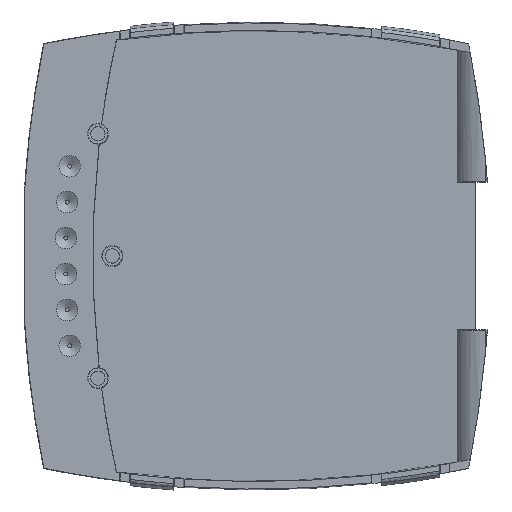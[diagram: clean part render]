
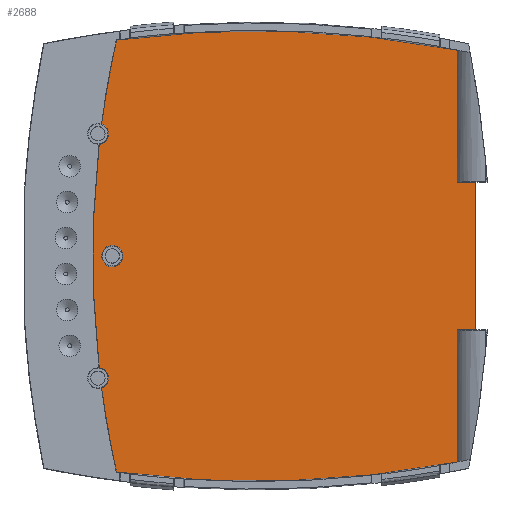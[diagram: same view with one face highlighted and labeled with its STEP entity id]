
A CAD part, top view. The second image highlights one B-rep face of the part: STEP entity #2688.
In plain terms, the highlighted planar face has unit normal (0, 0, 1).
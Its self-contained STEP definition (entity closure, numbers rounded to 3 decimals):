
#133=PLANE('',#5245);
#212=CIRCLE('',#4989,146.825);
#275=CIRCLE('',#5115,146.825);
#319=CIRCLE('',#5246,138.702);
#320=CIRCLE('',#5247,1.479);
#321=CIRCLE('',#5248,138.702);
#322=CIRCLE('',#5249,1.479);
#323=CIRCLE('',#5250,138.702);
#324=CIRCLE('',#5251,1.479);
#486=VECTOR('',#3363,1.);
#491=VECTOR('',#3379,1.);
#492=VECTOR('',#3380,1.);
#493=VECTOR('',#3381,1.);
#494=VECTOR('',#3382,1.);
#603=LINE('',#4794,#486);
#608=LINE('',#4809,#491);
#609=LINE('',#4811,#492);
#610=LINE('',#4812,#493);
#611=LINE('',#4814,#494);
#665=VERTEX_POINT('',#3737);
#666=VERTEX_POINT('',#3739);
#775=VERTEX_POINT('',#4218);
#776=VERTEX_POINT('',#4220);
#863=VERTEX_POINT('',#4793);
#864=VERTEX_POINT('',#4795);
#866=VERTEX_POINT('',#4810);
#867=VERTEX_POINT('',#4813);
#868=VERTEX_POINT('',#4816);
#869=VERTEX_POINT('',#4818);
#870=VERTEX_POINT('',#4820);
#871=VERTEX_POINT('',#4822);
#872=VERTEX_POINT('',#4825);
#1013=EDGE_CURVE('',#666,#665,#212,.T.);
#1164=EDGE_CURVE('',#776,#775,#275,.T.);
#1320=EDGE_CURVE('',#864,#863,#603,.T.);
#1326=EDGE_CURVE('',#775,#866,#608,.T.);
#1327=EDGE_CURVE('',#866,#864,#609,.T.);
#1328=EDGE_CURVE('',#863,#867,#610,.T.);
#1329=EDGE_CURVE('',#867,#666,#611,.T.);
#1330=EDGE_CURVE('',#665,#868,#319,.T.);
#1331=EDGE_CURVE('',#868,#869,#320,.T.);
#1332=EDGE_CURVE('',#869,#870,#321,.T.);
#1333=EDGE_CURVE('',#870,#871,#322,.T.);
#1334=EDGE_CURVE('',#871,#776,#323,.T.);
#1335=EDGE_CURVE('',#872,#872,#324,.T.);
#2062=ORIENTED_EDGE('',*,*,#1164,.T.);
#2063=ORIENTED_EDGE('',*,*,#1326,.T.);
#2064=ORIENTED_EDGE('',*,*,#1327,.T.);
#2065=ORIENTED_EDGE('',*,*,#1320,.T.);
#2066=ORIENTED_EDGE('',*,*,#1328,.T.);
#2067=ORIENTED_EDGE('',*,*,#1329,.T.);
#2068=ORIENTED_EDGE('',*,*,#1013,.T.);
#2069=ORIENTED_EDGE('',*,*,#1330,.T.);
#2070=ORIENTED_EDGE('',*,*,#1331,.T.);
#2071=ORIENTED_EDGE('',*,*,#1332,.T.);
#2072=ORIENTED_EDGE('',*,*,#1333,.T.);
#2073=ORIENTED_EDGE('',*,*,#1334,.T.);
#2074=ORIENTED_EDGE('',*,*,#1335,.T.);
#2324=EDGE_LOOP('',(#2062,#2063,#2064,#2065,#2066,#2067,#2068,#2069,#2070,
#2071,#2072,#2073));
#2325=EDGE_LOOP('',(#2074));
#2509=FACE_BOUND('',#2324,.T.);
#2510=FACE_BOUND('',#2325,.T.);
#2688=ADVANCED_FACE('',(#2509,#2510),#133,.T.);
#2842=DIRECTION('',(0.,0.,1.));
#2843=DIRECTION('',(146.825,0.,0.));
#3096=DIRECTION('',(0.,0.,1.));
#3097=DIRECTION('',(146.825,0.,0.));
#3363=DIRECTION('',(0.,1.,0.));
#3378=DIRECTION('',(0.,0.,1.));
#3379=DIRECTION('',(0.,1.,0.));
#3380=DIRECTION('',(1.,0.,0.));
#3381=DIRECTION('',(-1.,0.,0.));
#3382=DIRECTION('',(0.,1.,0.));
#3383=DIRECTION('',(0.,0.,1.));
#3384=DIRECTION('',(138.702,0.,0.));
#3385=DIRECTION('',(0.,0.,-1.));
#3386=DIRECTION('',(1.479,0.,0.));
#3387=DIRECTION('',(0.,0.,1.));
#3388=DIRECTION('',(138.702,0.,0.));
#3389=DIRECTION('',(0.,0.,-1.));
#3390=DIRECTION('',(1.479,0.,0.));
#3391=DIRECTION('',(0.,0.,1.));
#3392=DIRECTION('',(138.702,0.,0.));
#3393=DIRECTION('',(0.,0.,-1.));
#3394=DIRECTION('',(1.479,0.,0.));
#3737=CARTESIAN_POINT('',(-19.409,30.037,0.));
#3738=CARTESIAN_POINT('',(0.,-115.5,0.));
#3739=CARTESIAN_POINT('',(27.974,28.635,0.));
#4218=CARTESIAN_POINT('',(27.974,-28.635,0.));
#4219=CARTESIAN_POINT('',(0.,115.5,0.));
#4220=CARTESIAN_POINT('',(-19.409,-30.037,0.));
#4793=CARTESIAN_POINT('',(30.514,10.255,0.));
#4794=CARTESIAN_POINT('',(30.514,97.575,0.));
#4795=CARTESIAN_POINT('',(30.514,-10.255,0.));
#4808=CARTESIAN_POINT('',(116.028,0.,0.));
#4809=CARTESIAN_POINT('',(27.974,1.,0.));
#4810=CARTESIAN_POINT('',(27.974,-10.255,0.));
#4811=CARTESIAN_POINT('',(77.579,-10.255,0.));
#4812=CARTESIAN_POINT('',(72.214,10.255,0.));
#4813=CARTESIAN_POINT('',(27.974,10.255,0.));
#4814=CARTESIAN_POINT('',(27.974,-1.,0.));
#4815=CARTESIAN_POINT('',(116.002,0.,0.));
#4816=CARTESIAN_POINT('',(-21.476,18.383,0.));
#4817=CARTESIAN_POINT('',(-22.,17.,0.));
#4818=CARTESIAN_POINT('',(-21.828,15.531,0.));
#4819=CARTESIAN_POINT('',(116.002,0.,0.));
#4820=CARTESIAN_POINT('',(-21.828,-15.531,0.));
#4821=CARTESIAN_POINT('',(-22.,-17.,0.));
#4822=CARTESIAN_POINT('',(-21.476,-18.383,0.));
#4823=CARTESIAN_POINT('',(116.002,0.,0.));
#4824=CARTESIAN_POINT('',(-20.,0.,0.));
#4825=CARTESIAN_POINT('',(-21.479,0.,0.));
#4989=AXIS2_PLACEMENT_3D('',#3738,#2842,#2843);
#5115=AXIS2_PLACEMENT_3D('',#4219,#3096,#3097);
#5245=AXIS2_PLACEMENT_3D('',#4808,#3378,$);
#5246=AXIS2_PLACEMENT_3D('',#4815,#3383,#3384);
#5247=AXIS2_PLACEMENT_3D('',#4817,#3385,#3386);
#5248=AXIS2_PLACEMENT_3D('',#4819,#3387,#3388);
#5249=AXIS2_PLACEMENT_3D('',#4821,#3389,#3390);
#5250=AXIS2_PLACEMENT_3D('',#4823,#3391,#3392);
#5251=AXIS2_PLACEMENT_3D('',#4824,#3393,#3394);
